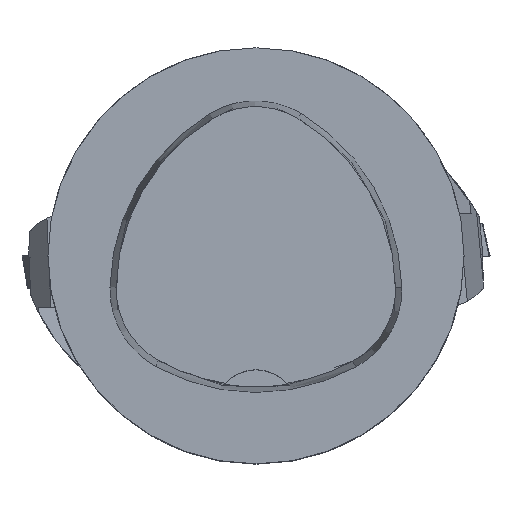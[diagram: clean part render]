
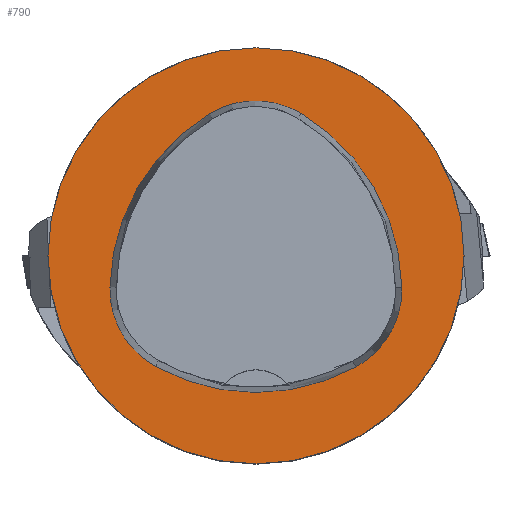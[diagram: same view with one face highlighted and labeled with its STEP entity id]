
A CAD part, top view. The second image highlights one B-rep face of the part: STEP entity #790.
In plain terms, the highlighted planar face has unit normal (0, 0, 1).
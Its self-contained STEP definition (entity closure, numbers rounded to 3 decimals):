
#409=FACE_BOUND('',#1304,.T.);
#410=FACE_BOUND('',#1305,.T.);
#633=CIRCLE('',#4075,20.);
#635=CIRCLE('',#4078,8.5);
#637=CIRCLE('',#4081,20.);
#639=CIRCLE('',#4084,8.5);
#643=CIRCLE('',#4089,20.);
#645=CIRCLE('',#4092,8.5);
#648=CIRCLE('',#4097,20.);
#790=ADVANCED_FACE('',(#409,#410),#939,.T.);
#939=PLANE('',#4098);
#1304=EDGE_LOOP('',(#2052,#2053,#2054,#2055,#2056,#2057));
#1305=EDGE_LOOP('',(#2058));
#2052=ORIENTED_EDGE('',*,*,#3001,.T.);
#2053=ORIENTED_EDGE('',*,*,#2981,.T.);
#2054=ORIENTED_EDGE('',*,*,#2985,.T.);
#2055=ORIENTED_EDGE('',*,*,#2988,.T.);
#2056=ORIENTED_EDGE('',*,*,#2991,.T.);
#2057=ORIENTED_EDGE('',*,*,#2999,.T.);
#2058=ORIENTED_EDGE('',*,*,#3004,.F.);
#2559=VERTEX_POINT('',#6192);
#2560=VERTEX_POINT('',#6193);
#2563=VERTEX_POINT('',#6201);
#2565=VERTEX_POINT('',#6207);
#2567=VERTEX_POINT('',#6213);
#2574=VERTEX_POINT('',#6234);
#2575=VERTEX_POINT('',#6244);
#2981=EDGE_CURVE('',#2559,#2560,#633,.T.);
#2985=EDGE_CURVE('',#2560,#2563,#635,.T.);
#2988=EDGE_CURVE('',#2563,#2565,#637,.T.);
#2991=EDGE_CURVE('',#2565,#2567,#639,.T.);
#2999=EDGE_CURVE('',#2567,#2574,#643,.T.);
#3001=EDGE_CURVE('',#2574,#2559,#645,.T.);
#3004=EDGE_CURVE('',#2575,#2575,#648,.T.);
#4075=AXIS2_PLACEMENT_3D('',#6191,#4791,#4792);
#4078=AXIS2_PLACEMENT_3D('',#6200,#4799,#4800);
#4081=AXIS2_PLACEMENT_3D('',#6206,#4806,#4807);
#4084=AXIS2_PLACEMENT_3D('',#6212,#4813,#4814);
#4089=AXIS2_PLACEMENT_3D('',#6235,#4825,#4826);
#4092=AXIS2_PLACEMENT_3D('',#6238,#4831,#4832);
#4097=AXIS2_PLACEMENT_3D('',#6243,#4841,#4842);
#4098=AXIS2_PLACEMENT_3D('',#6245,#4843,#4844);
#4791=DIRECTION('',(0.,0.,-1.));
#4792=DIRECTION('',(-1.,0.,0.));
#4799=DIRECTION('',(0.,0.,-1.));
#4800=DIRECTION('',(-1.,0.,0.));
#4806=DIRECTION('',(0.,0.,-1.));
#4807=DIRECTION('',(-1.,0.,0.));
#4813=DIRECTION('',(0.,0.,-1.));
#4814=DIRECTION('',(-1.,0.,0.));
#4825=DIRECTION('',(0.,0.,-1.));
#4826=DIRECTION('',(-1.,0.,0.));
#4831=DIRECTION('',(0.,0.,-1.));
#4832=DIRECTION('',(-1.,0.,0.));
#4841=DIRECTION('',(0.,0.,-1.));
#4842=DIRECTION('',(-1.,0.,0.));
#4843=DIRECTION('',(0.,0.,1.));
#4844=DIRECTION('',(-1.,0.,0.));
#6191=CARTESIAN_POINT('',(5.955,-3.414,0.));
#6192=CARTESIAN_POINT('',(-14.041,-3.042,0.));
#6193=CARTESIAN_POINT('',(-4.472,13.653,0.));
#6200=CARTESIAN_POINT('',(-0.04,6.4,0.));
#6201=CARTESIAN_POINT('',(4.347,13.68,0.));
#6206=CARTESIAN_POINT('',(-5.976,-3.45,0.));
#6207=CARTESIAN_POINT('',(14.021,-3.075,0.));
#6212=CARTESIAN_POINT('',(5.522,-3.235,0.));
#6213=CARTESIAN_POINT('',(9.588,-10.699,0.));
#6234=CARTESIAN_POINT('',(-9.655,-10.639,0.));
#6235=CARTESIAN_POINT('',(0.022,6.864,0.));
#6238=CARTESIAN_POINT('',(-5.543,-3.2,0.));
#6243=CARTESIAN_POINT('',(0.,0.,0.));
#6244=CARTESIAN_POINT('',(-20.,0.,0.));
#6245=CARTESIAN_POINT('',(0.,0.,0.));
